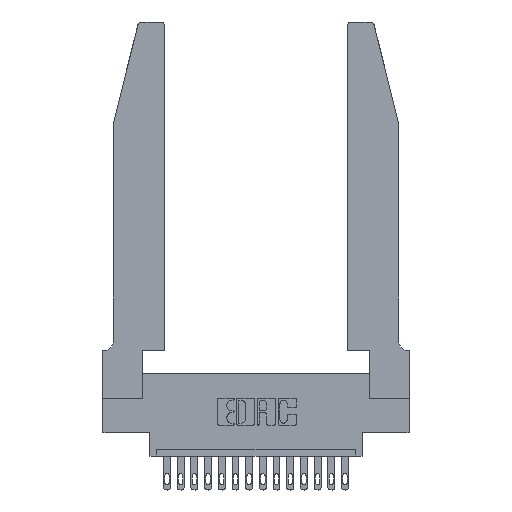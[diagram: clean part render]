
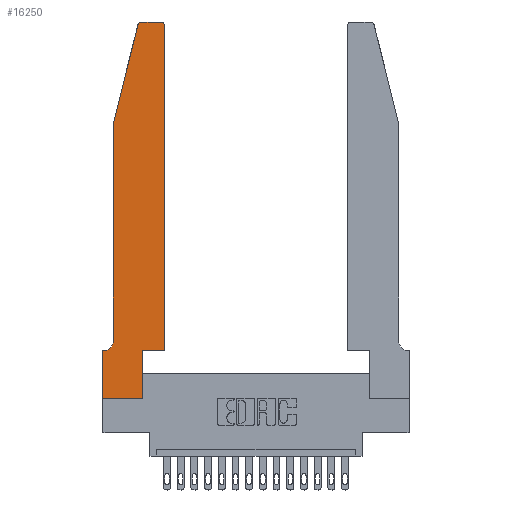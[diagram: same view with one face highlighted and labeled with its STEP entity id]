
A CAD part, top view. The second image highlights one B-rep face of the part: STEP entity #16250.
In plain terms, the highlighted planar face has unit normal (0, 0, 1).
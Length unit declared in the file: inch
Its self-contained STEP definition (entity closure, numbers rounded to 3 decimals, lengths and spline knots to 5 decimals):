
#188 = VECTOR ( 'NONE', #9276, 39.37008 ) ;
#290 = LINE ( 'NONE', #8671, #4959 ) ;
#336 = ORIENTED_EDGE ( 'NONE', *, *, #1572, .T. ) ;
#392 = VERTEX_POINT ( 'NONE', #4200 ) ;
#492 = CARTESIAN_POINT ( 'NONE',  ( 0.2865, 0.35, 0.37 ) ) ;
#533 = CARTESIAN_POINT ( 'NONE',  ( 0.284, 2.72, 0.37 ) ) ;
#698 = CARTESIAN_POINT ( 'NONE',  ( 0.0055, 0.42, 0.37 ) ) ;
#766 = DIRECTION ( 'NONE',  ( 0., 0., -1. ) ) ;
#1063 = CARTESIAN_POINT ( 'NONE',  ( 0.2605, 2.75, 0.37 ) ) ;
#1138 = EDGE_CURVE ( 'NONE', #17223, #11048, #17115, .T. ) ;
#1572 = EDGE_CURVE ( 'NONE', #8509, #9743, #2042, .T. ) ;
#1724 = DIRECTION ( 'NONE',  ( 0., 1., 0. ) ) ;
#2042 = LINE ( 'NONE', #8883, #8566 ) ;
#2275 = EDGE_CURVE ( 'NONE', #11048, #4204, #19131, .T. ) ;
#2925 = CARTESIAN_POINT ( 'NONE',  ( 0.4205, 2.75, 0.37 ) ) ;
#2987 = LINE ( 'NONE', #18359, #3230 ) ;
#2991 = AXIS2_PLACEMENT_3D ( 'NONE', #7802, #10642, #13715 ) ;
#3230 = VECTOR ( 'NONE', #18557, 39.37008 ) ;
#3386 = ORIENTED_EDGE ( 'NONE', *, *, #7132, .T. ) ;
#3435 = DIRECTION ( 'NONE',  ( -1., 0., 0. ) ) ;
#3549 = VERTEX_POINT ( 'NONE', #2925 ) ;
#3666 = DIRECTION ( 'NONE',  ( 0., 0., 1. ) ) ;
#3741 = VECTOR ( 'NONE', #15220, 39.37008 ) ;
#3767 = DIRECTION ( 'NONE',  ( -1., 0., 0. ) ) ;
#4200 = CARTESIAN_POINT ( 'NONE',  ( 0.284, 2.75, 0.37 ) ) ;
#4204 = VERTEX_POINT ( 'NONE', #11146 ) ;
#4212 = EDGE_CURVE ( 'NONE', #9660, #17418, #2987, .T. ) ;
#4591 = CARTESIAN_POINT ( 'NONE',  ( 0.0755, 0.42, 0.37 ) ) ;
#4897 = CARTESIAN_POINT ( 'NONE',  ( 0.0055, 0.35, 0.37 ) ) ;
#4959 = VECTOR ( 'NONE', #14948, 39.37008 ) ;
#5365 = ORIENTED_EDGE ( 'NONE', *, *, #6606, .T. ) ;
#5523 = CARTESIAN_POINT ( 'NONE',  ( 0.4505, 2.72, 0.37 ) ) ;
#5780 = AXIS2_PLACEMENT_3D ( 'NONE', #6648, #3666, #11076 ) ;
#6447 = VECTOR ( 'NONE', #3435, 39.37008 ) ;
#6606 = EDGE_CURVE ( 'NONE', #7765, #12646, #290, .T. ) ;
#6648 = CARTESIAN_POINT ( 'NONE',  ( 0.4205, 2.72, 0.37 ) ) ;
#6768 = DIRECTION ( 'NONE',  ( -1., 0., 0. ) ) ;
#6849 = AXIS2_PLACEMENT_3D ( 'NONE', #533, #18037, #10749 ) ;
#7132 = EDGE_CURVE ( 'NONE', #9743, #3549, #12599, .T. ) ;
#7151 = LINE ( 'NONE', #14339, #8755 ) ;
#7424 = CARTESIAN_POINT ( 'NONE',  ( 0.0755, 2., 0.37 ) ) ;
#7765 = VERTEX_POINT ( 'NONE', #16837 ) ;
#7802 = CARTESIAN_POINT ( 'NONE',  ( 0., 0.35, 0.37 ) ) ;
#8063 = EDGE_CURVE ( 'NONE', #17418, #9549, #18027, .T. ) ;
#8509 = VERTEX_POINT ( 'NONE', #13219 ) ;
#8566 = VECTOR ( 'NONE', #1724, 39.37008 ) ;
#8671 = CARTESIAN_POINT ( 'NONE',  ( 0.0755, 2., 0.37 ) ) ;
#8755 = VECTOR ( 'NONE', #17040, 39.37008 ) ;
#8883 = CARTESIAN_POINT ( 'NONE',  ( 0.4505, 0.35, 0.37 ) ) ;
#8933 = ORIENTED_EDGE ( 'NONE', *, *, #8063, .T. ) ;
#9276 = DIRECTION ( 'NONE',  ( 0., -1., 0. ) ) ;
#9549 = VERTEX_POINT ( 'NONE', #492 ) ;
#9660 = VERTEX_POINT ( 'NONE', #11360 ) ;
#9729 = CIRCLE ( 'NONE', #6849, 0.03 ) ;
#9743 = VERTEX_POINT ( 'NONE', #5523 ) ;
#10216 = VECTOR ( 'NONE', #15616, 39.37008 ) ;
#10305 = EDGE_LOOP ( 'NONE', ( #18293, #15747, #5365, #10829, #11678, #16489, #18939, #15008, #8933, #13925, #336, #3386 ) ) ;
#10488 = EDGE_CURVE ( 'NONE', #9549, #8509, #7151, .T. ) ;
#10642 = DIRECTION ( 'NONE',  ( 0., 0., 1. ) ) ;
#10712 = PLANE ( 'NONE',  #2991 ) ;
#10749 = DIRECTION ( 'NONE',  ( 1., 0., 0. ) ) ;
#10829 = ORIENTED_EDGE ( 'NONE', *, *, #16429, .T. ) ;
#11048 = VERTEX_POINT ( 'NONE', #4897 ) ;
#11076 = DIRECTION ( 'NONE',  ( 1., 0., 0. ) ) ;
#11146 = CARTESIAN_POINT ( 'NONE',  ( 0., 0.35, 0.37 ) ) ;
#11260 = CARTESIAN_POINT ( 'NONE',  ( 0., 0., 0.37 ) ) ;
#11360 = CARTESIAN_POINT ( 'NONE',  ( 0., 0., 0.37 ) ) ;
#11678 = ORIENTED_EDGE ( 'NONE', *, *, #1138, .T. ) ;
#12308 = CARTESIAN_POINT ( 'NONE',  ( 0.2865, 0., 0.37 ) ) ;
#12371 = EDGE_CURVE ( 'NONE', #3549, #392, #18564, .T. ) ;
#12599 = CIRCLE ( 'NONE', #5780, 0.03 ) ;
#12646 = VERTEX_POINT ( 'NONE', #7424 ) ;
#13219 = CARTESIAN_POINT ( 'NONE',  ( 0.4505, 0.35, 0.37 ) ) ;
#13225 = FACE_OUTER_BOUND ( 'NONE', #10305, .T. ) ;
#13360 = VECTOR ( 'NONE', #6768, 39.37008 ) ;
#13695 = CARTESIAN_POINT ( 'NONE',  ( 0.2865, 0.35, 0.37 ) ) ;
#13715 = DIRECTION ( 'NONE',  ( 1., 0., 0. ) ) ;
#13925 = ORIENTED_EDGE ( 'NONE', *, *, #10488, .T. ) ;
#14339 = CARTESIAN_POINT ( 'NONE',  ( 0.4505, 0.35, 0.37 ) ) ;
#14948 = DIRECTION ( 'NONE',  ( -0.239, -0.971, 0. ) ) ;
#15008 = ORIENTED_EDGE ( 'NONE', *, *, #4212, .T. ) ;
#15174 = EDGE_CURVE ( 'NONE', #392, #7765, #9729, .T. ) ;
#15182 = CARTESIAN_POINT ( 'NONE',  ( 0.0755, 0.35, 0.37 ) ) ;
#15220 = DIRECTION ( 'NONE',  ( 0., 1., 0. ) ) ;
#15616 = DIRECTION ( 'NONE',  ( 0., -1., 0. ) ) ;
#15747 = ORIENTED_EDGE ( 'NONE', *, *, #15174, .T. ) ;
#16155 = LINE ( 'NONE', #18184, #188 ) ;
#16250 = ADVANCED_FACE ( 'NONE', ( #13225 ), #10712, .T. ) ;
#16429 = EDGE_CURVE ( 'NONE', #12646, #17223, #16155, .T. ) ;
#16489 = ORIENTED_EDGE ( 'NONE', *, *, #2275, .T. ) ;
#16837 = CARTESIAN_POINT ( 'NONE',  ( 0.25487, 2.72718, 0.37 ) ) ;
#17040 = DIRECTION ( 'NONE',  ( 1., 0., 0. ) ) ;
#17049 = AXIS2_PLACEMENT_3D ( 'NONE', #698, #766, #3767 ) ;
#17115 = CIRCLE ( 'NONE', #17049, 0.07 ) ;
#17223 = VERTEX_POINT ( 'NONE', #4591 ) ;
#17418 = VERTEX_POINT ( 'NONE', #12308 ) ;
#17648 = EDGE_CURVE ( 'NONE', #4204, #9660, #18015, .T. ) ;
#18015 = LINE ( 'NONE', #11260, #10216 ) ;
#18027 = LINE ( 'NONE', #13695, #3741 ) ;
#18037 = DIRECTION ( 'NONE',  ( 0., 0., 1. ) ) ;
#18184 = CARTESIAN_POINT ( 'NONE',  ( 0.0755, 2., 0.37 ) ) ;
#18293 = ORIENTED_EDGE ( 'NONE', *, *, #12371, .T. ) ;
#18359 = CARTESIAN_POINT ( 'NONE',  ( 0., 0., 0.37 ) ) ;
#18557 = DIRECTION ( 'NONE',  ( 1., 0., 0. ) ) ;
#18564 = LINE ( 'NONE', #1063, #13360 ) ;
#18939 = ORIENTED_EDGE ( 'NONE', *, *, #17648, .T. ) ;
#19131 = LINE ( 'NONE', #15182, #6447 ) ;
